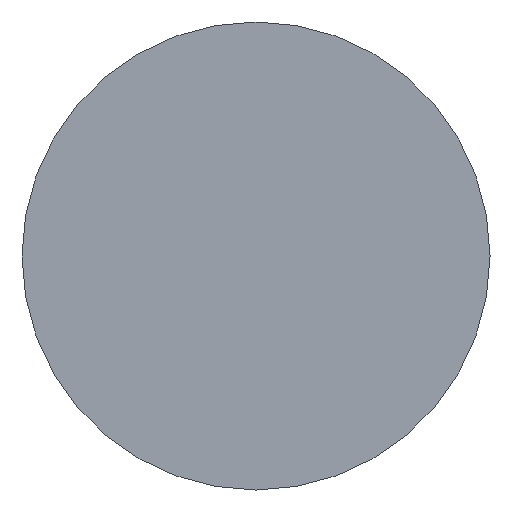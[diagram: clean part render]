
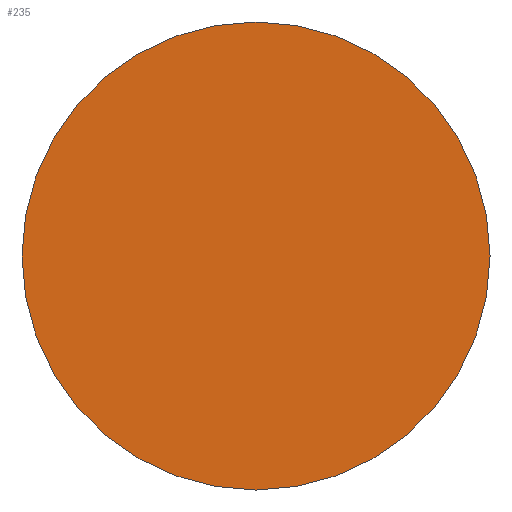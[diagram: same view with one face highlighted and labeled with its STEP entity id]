
A CAD part, front view. The second image highlights one B-rep face of the part: STEP entity #235.
In plain terms, the highlighted planar face has unit normal (0, -1, 0).
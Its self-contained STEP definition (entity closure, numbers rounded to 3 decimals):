
#137=VERTEX_POINT('',#315);
#139=VERTEX_POINT('',#317);
#151=EDGE_CURVE('',#139,#137,#331,.T.);
#235=ADVANCED_FACE('',(#429),#430,.T.);
#251=EDGE_CURVE('',#137,#139,#448,.T.);
#315=CARTESIAN_POINT('',(-35.0,-55.0,0.));
#317=CARTESIAN_POINT('',(35.0,-55.0,0.));
#331=CIRCLE('',#532,35.0);
#429=FACE_OUTER_BOUND('',#654,.T.);
#430=PLANE('',#655);
#448=CIRCLE('',#681,35.0);
#532=AXIS2_PLACEMENT_3D('',#751,#752,#753);
#654=EDGE_LOOP('',(#886,#887));
#655=AXIS2_PLACEMENT_3D('',#888,#889,#890);
#681=AXIS2_PLACEMENT_3D('',#913,#914,#915);
#751=CARTESIAN_POINT('',(0.0,-55.0,0.));
#752=DIRECTION('',(0.0,-1.0,0.));
#753=DIRECTION('',(1.0,0.0,0.0));
#886=ORIENTED_EDGE('',*,*,#151,.T.);
#887=ORIENTED_EDGE('',*,*,#251,.T.);
#888=CARTESIAN_POINT('',(0.0,-55.0,0.));
#889=DIRECTION('',(0.0,-1.0,0.));
#890=DIRECTION('',(1.0,0.0,0.0));
#913=CARTESIAN_POINT('',(0.0,-55.0,0.));
#914=DIRECTION('',(0.0,-1.0,0.));
#915=DIRECTION('',(1.0,0.0,0.0));
